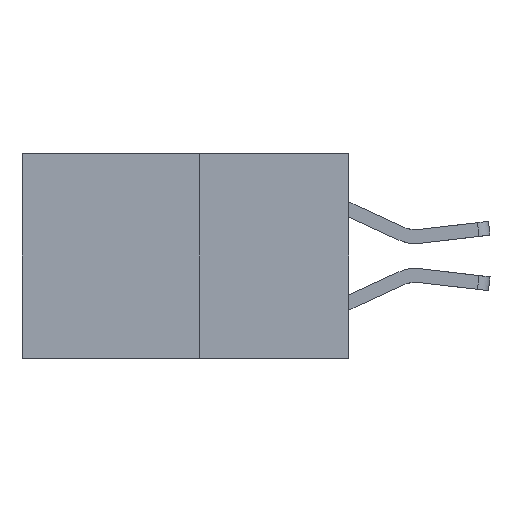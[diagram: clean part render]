
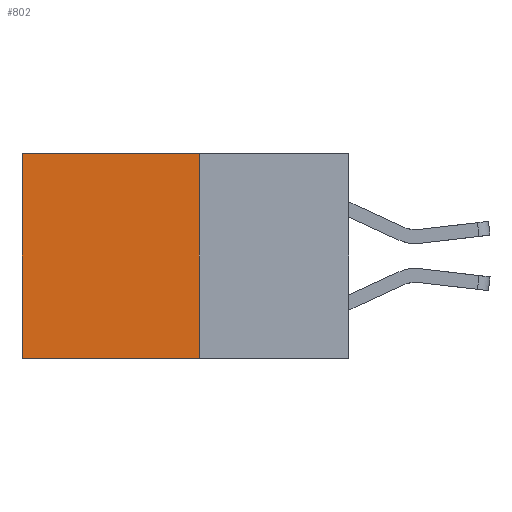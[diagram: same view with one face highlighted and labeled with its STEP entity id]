
A CAD part, left-side view. The second image highlights one B-rep face of the part: STEP entity #802.
In plain terms, the highlighted planar face has unit normal (-1, 0, 0).
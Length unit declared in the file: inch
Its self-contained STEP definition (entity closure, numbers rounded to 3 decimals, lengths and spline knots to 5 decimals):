
#230 = VERTEX_POINT ( 'NONE', #1188 ) ;
#414 = LINE ( 'NONE', #746, #2101 ) ;
#502 = DIRECTION ( 'NONE',  ( 0., 0., -1. ) ) ;
#533 = EDGE_CURVE ( 'NONE', #1373, #7798, #4931, .T. ) ;
#663 = DIRECTION ( 'NONE',  ( 1., 0., 0. ) ) ;
#746 = CARTESIAN_POINT ( 'NONE',  ( 0.277, 0.27, -0.37 ) ) ;
#802 = ADVANCED_FACE ( 'NONE', ( #4793 ), #6722, .F. ) ;
#1172 = EDGE_CURVE ( 'NONE', #7798, #4349, #5842, .T. ) ;
#1188 = CARTESIAN_POINT ( 'NONE',  ( 0.277, 0.27, -0.37 ) ) ;
#1373 = VERTEX_POINT ( 'NONE', #6263 ) ;
#1827 = ORIENTED_EDGE ( 'NONE', *, *, #533, .T. ) ;
#2101 = VECTOR ( 'NONE', #6530, 39.37008 ) ;
#2759 = ORIENTED_EDGE ( 'NONE', *, *, #5228, .F. ) ;
#3097 = ORIENTED_EDGE ( 'NONE', *, *, #1172, .T. ) ;
#3471 = CARTESIAN_POINT ( 'NONE',  ( 0.277, 0.59, -0.37 ) ) ;
#3515 = CARTESIAN_POINT ( 'NONE',  ( 0.277, 0.27, 0. ) ) ;
#3526 = ORIENTED_EDGE ( 'NONE', *, *, #5679, .F. ) ;
#3536 = DIRECTION ( 'NONE',  ( 0., 1., 0. ) ) ;
#3542 = VECTOR ( 'NONE', #502, 39.37008 ) ;
#4349 = VERTEX_POINT ( 'NONE', #3471 ) ;
#4636 = CARTESIAN_POINT ( 'NONE',  ( 0.277, 0.27, -0.37 ) ) ;
#4793 = FACE_OUTER_BOUND ( 'NONE', #8051, .T. ) ;
#4931 = LINE ( 'NONE', #3515, #6314 ) ;
#5007 = VECTOR ( 'NONE', #3536, 39.37008 ) ;
#5228 = EDGE_CURVE ( 'NONE', #1373, #230, #414, .T. ) ;
#5679 = EDGE_CURVE ( 'NONE', #230, #4349, #8995, .T. ) ;
#5819 = CARTESIAN_POINT ( 'NONE',  ( 0.277, 0.59, 0. ) ) ;
#5842 = LINE ( 'NONE', #7999, #3542 ) ;
#6263 = CARTESIAN_POINT ( 'NONE',  ( 0.277, 0.27, 0. ) ) ;
#6314 = VECTOR ( 'NONE', #6894, 39.37008 ) ;
#6530 = DIRECTION ( 'NONE',  ( 0., 0., -1. ) ) ;
#6722 = PLANE ( 'NONE',  #8978 ) ;
#6753 = CARTESIAN_POINT ( 'NONE',  ( 0.277, 0.27, -0.37 ) ) ;
#6894 = DIRECTION ( 'NONE',  ( 0., 1., 0. ) ) ;
#7195 = DIRECTION ( 'NONE',  ( 0., 0., -1. ) ) ;
#7798 = VERTEX_POINT ( 'NONE', #5819 ) ;
#7999 = CARTESIAN_POINT ( 'NONE',  ( 0.277, 0.59, -0.37 ) ) ;
#8051 = EDGE_LOOP ( 'NONE', ( #3097, #3526, #2759, #1827 ) ) ;
#8978 = AXIS2_PLACEMENT_3D ( 'NONE', #6753, #663, #7195 ) ;
#8995 = LINE ( 'NONE', #4636, #5007 ) ;
